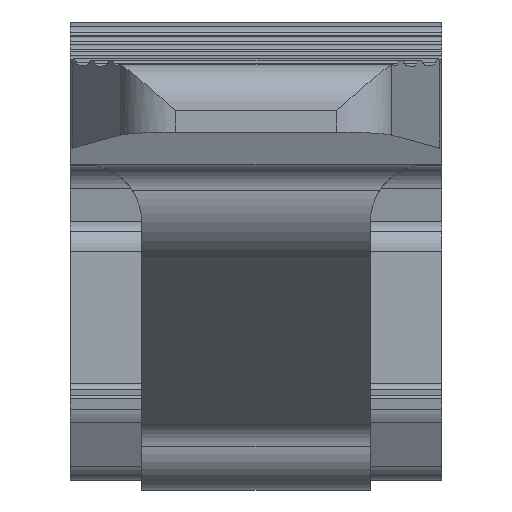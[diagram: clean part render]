
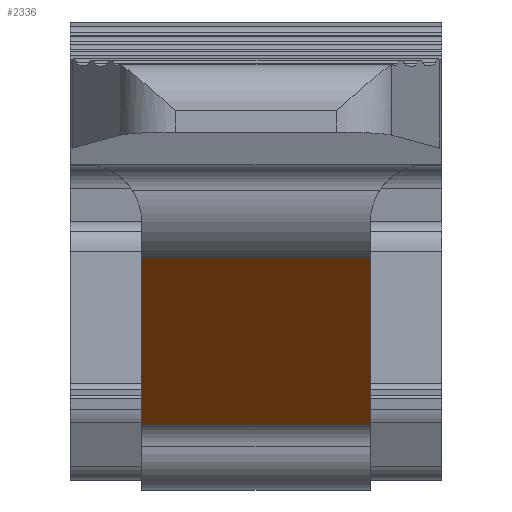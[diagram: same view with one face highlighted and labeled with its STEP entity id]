
A CAD part, top view. The second image highlights one B-rep face of the part: STEP entity #2336.
In plain terms, the highlighted planar face has unit normal (0, -0.854, 0.521).
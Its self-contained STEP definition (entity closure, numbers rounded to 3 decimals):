
#2309=AXIS2_PLACEMENT_3D('Plane Axis2P3D',#2306,#2307,#2308) ;
#2273=CARTESIAN_POINT('Vertex',(1.25,4.073,26.949)) ;
#2276=CARTESIAN_POINT('Line Origine',(3.25,4.073,26.949)) ;
#2280=CARTESIAN_POINT('Vertex',(5.25,4.073,26.949)) ;
#2306=CARTESIAN_POINT('Axis2P3D Location',(3.25,4.073,26.949)) ;
#2311=CARTESIAN_POINT('Line Origine',(5.25,2.606,24.545)) ;
#2315=CARTESIAN_POINT('Vertex',(5.25,1.139,22.142)) ;
#2318=CARTESIAN_POINT('Line Origine',(1.25,2.606,24.545)) ;
#2322=CARTESIAN_POINT('Vertex',(1.25,1.139,22.142)) ;
#2325=CARTESIAN_POINT('Line Origine',(3.25,1.139,22.142)) ;
#2277=DIRECTION('Vector Direction',(-1.,0.,0.)) ;
#2307=DIRECTION('Axis2P3D Direction',(0.,0.854,-0.521)) ;
#2308=DIRECTION('Axis2P3D XDirection',(0.,-0.521,-0.854)) ;
#2312=DIRECTION('Vector Direction',(0.,-0.521,-0.854)) ;
#2319=DIRECTION('Vector Direction',(0.,-0.521,-0.854)) ;
#2326=DIRECTION('Vector Direction',(-1.,0.,0.)) ;
#2278=VECTOR('Line Direction',#2277,1.) ;
#2313=VECTOR('Line Direction',#2312,1.) ;
#2320=VECTOR('Line Direction',#2319,1.) ;
#2327=VECTOR('Line Direction',#2326,1.) ;
#2331=ORIENTED_EDGE('',*,*,#2317,.F.) ;
#2332=ORIENTED_EDGE('',*,*,#2282,.T.) ;
#2333=ORIENTED_EDGE('',*,*,#2324,.T.) ;
#2334=ORIENTED_EDGE('',*,*,#2329,.F.) ;
#2336=ADVANCED_FACE('APGLE_6',(#2335),#2310,.F.) ;
#2282=EDGE_CURVE('',#2281,#2274,#2279,.T.) ;
#2317=EDGE_CURVE('',#2281,#2316,#2314,.T.) ;
#2324=EDGE_CURVE('',#2274,#2323,#2321,.T.) ;
#2329=EDGE_CURVE('',#2316,#2323,#2328,.T.) ;
#2330=EDGE_LOOP('',(#2331,#2332,#2333,#2334)) ;
#2335=FACE_OUTER_BOUND('',#2330,.T.) ;
#2279=LINE('Line',#2276,#2278) ;
#2314=LINE('Line',#2311,#2313) ;
#2321=LINE('Line',#2318,#2320) ;
#2328=LINE('Line',#2325,#2327) ;
#2310=PLANE('',#2309) ;
#2274=VERTEX_POINT('',#2273) ;
#2281=VERTEX_POINT('',#2280) ;
#2316=VERTEX_POINT('',#2315) ;
#2323=VERTEX_POINT('',#2322) ;
